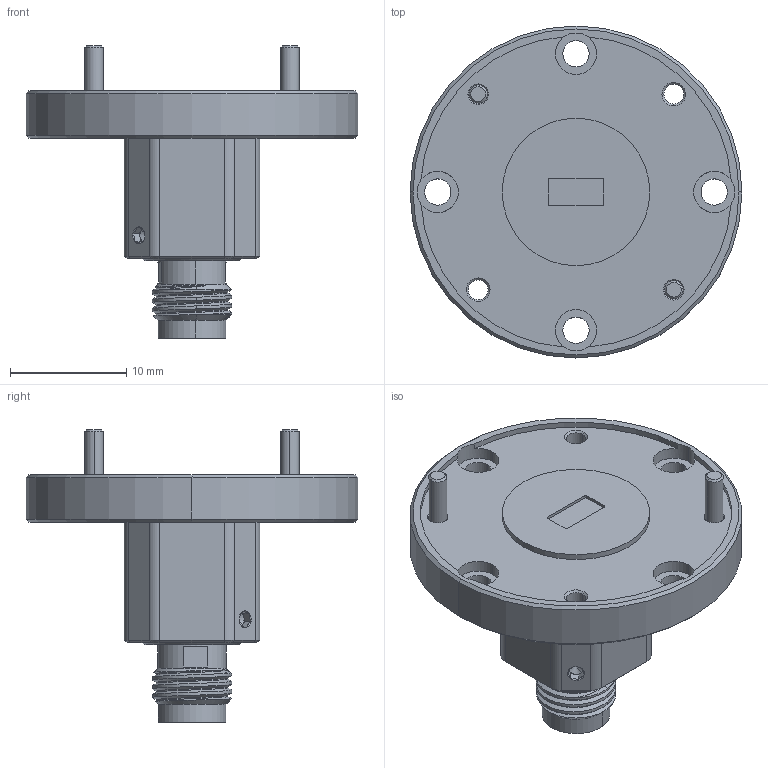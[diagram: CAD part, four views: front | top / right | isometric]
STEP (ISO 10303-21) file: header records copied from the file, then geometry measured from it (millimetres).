
FILE_DESCRIPTION (( 'STEP AP214' ), '1' );
FILE_NAME ('WC-UE-A-2, Female Rev 1.0, CTRLD.STEP', '2024-04-18T19:57:24', ( '' ), ( '' ), 'SwSTEP 2.0', 'SolidWorks 2021', '' );
FILE_SCHEMA (( 'AUTOMOTIVE_DESIGN' ));
Length unit declared in the file: inch
Products named in the file (1): WC-UE-A-2, Female Rev 1.0, CTRLD
Bounding box: 28.57 x 28.57 x 25.17 mm (x, y, z)
Volume: 3728.6 mm3; surface area: 2470.9 mm2
Topology: 1 solids, 1 shells, 175 faces, 414 edges, 255 vertices
Faces by surface type: cylinder 70, plane 57, cone 46, bspline 2
Entity records: 5677 total; most frequent: CARTESIAN_POINT 1573, DIRECTION 892, ORIENTED_EDGE 824, EDGE_CURVE 412, AXIS2_PLACEMENT_3D 351, VERTEX_POINT 255, EDGE_LOOP 203, LINE 190
